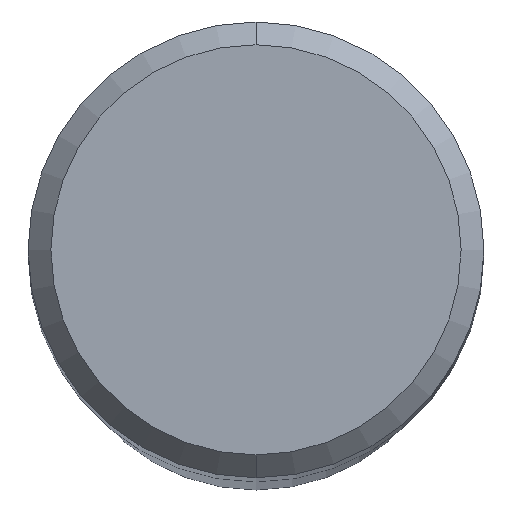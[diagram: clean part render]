
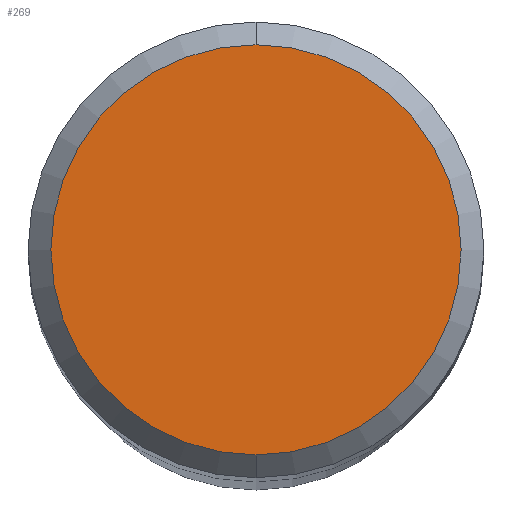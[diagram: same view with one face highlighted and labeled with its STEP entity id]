
A CAD part, top view. The second image highlights one B-rep face of the part: STEP entity #269.
In plain terms, the highlighted planar face has unit normal (0, 0, 1).
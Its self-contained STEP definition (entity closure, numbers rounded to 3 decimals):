
#203=VERTEX_POINT('',#496);
#269=ADVANCED_FACE('',(#567),#568,.T.);
#307=VERTEX_POINT('',#610);
#371=EDGE_CURVE('',#203,#307,#679,.T.);
#435=EDGE_CURVE('',#307,#203,#753,.T.);
#496=CARTESIAN_POINT('',(0.0,4.5,0.0));
#567=FACE_OUTER_BOUND('',#1018,.T.);
#568=PLANE('',#1019);
#610=CARTESIAN_POINT('',(0.,-4.5,0.0));
#679=CIRCLE('',#1263,4.5);
#753=CIRCLE('',#1405,4.5);
#1018=EDGE_LOOP('',(#1507,#1508));
#1019=AXIS2_PLACEMENT_3D('',#1509,#1510,#1511);
#1263=AXIS2_PLACEMENT_3D('',#1619,#1620,#1621);
#1405=AXIS2_PLACEMENT_3D('',#1727,#1728,#1729);
#1507=ORIENTED_EDGE('',*,*,#371,.F.);
#1508=ORIENTED_EDGE('',*,*,#435,.F.);
#1509=CARTESIAN_POINT('',(0.0,2.25,0.0));
#1510=DIRECTION('',(-0.0,0.0,1.0));
#1511=DIRECTION('',(0.0,-1.0,0.0));
#1619=CARTESIAN_POINT('',(0.0,0.0,0.0));
#1620=DIRECTION('',(0.0,0.0,-1.0));
#1621=DIRECTION('',(0.0,1.0,0.0));
#1727=CARTESIAN_POINT('',(0.0,0.0,0.0));
#1728=DIRECTION('',(0.0,0.0,-1.0));
#1729=DIRECTION('',(0.0,1.0,0.0));
